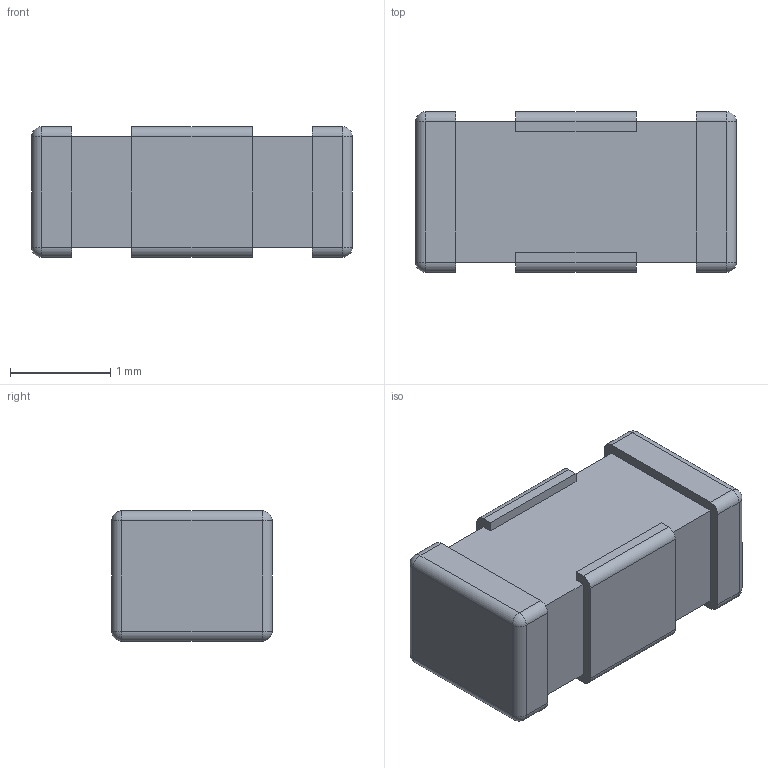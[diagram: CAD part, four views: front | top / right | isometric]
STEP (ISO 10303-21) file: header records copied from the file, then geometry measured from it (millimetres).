
FILE_DESCRIPTION (( 'STEP AP214' ), '1' );
FILE_NAME ('Part1.STEP', '2022-01-27T11:15:51', ( '' ), ( '' ), 'SwSTEP 2.0', 'SolidWorks 2021', '' );
FILE_SCHEMA (( 'AUTOMOTIVE_DESIGN' ));
Length unit declared in the file: millimetre
Products named in the file (1): Part1
Bounding box: 3.2 x 1.6 x 1.3 mm (x, y, z)
Volume: 5.7 mm3; surface area: 23.1 mm2
Topology: 1 solids, 1 shells, 60 faces, 152 edges, 88 vertices
Faces by surface type: plane 32, cylinder 20, sphere 8
Entity records: 1816 total; most frequent: DIRECTION 306, CARTESIAN_POINT 293, ORIENTED_EDGE 288, EDGE_CURVE 144, VECTOR 104, LINE 104, AXIS2_PLACEMENT_3D 101, VERTEX_POINT 88
